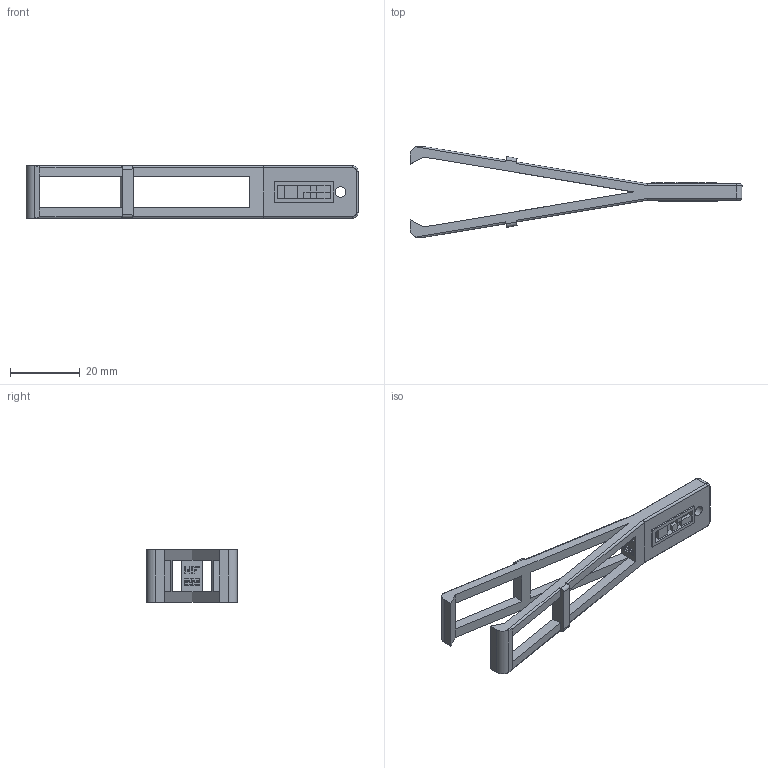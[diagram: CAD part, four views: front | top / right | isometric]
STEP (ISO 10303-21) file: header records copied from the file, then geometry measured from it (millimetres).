
FILE_DESCRIPTION(/* description */ (''),/* implementation_level */ '2;1');
FILE_NAME(/* name */ 'Pin Puller.step',/* time_stamp */ '2022-10-30T18:56:59-05:00',/* author */ (''),/* organization */ (''),/* preprocessor_version */ 'ST-DEVELOPER v19.2',/* originating_system */ 'Autodesk Translation Framework v11.17.0.187',/* authorisation */ '');
FILE_SCHEMA (('AUTOMOTIVE_DESIGN { 1 0 10303 214 3 1 1 }'));
Length unit declared in the file: millimetre
Products named in the file (1): Pin Puller
Bounding box: 95 x 26 x 15 mm (x, y, z)
Volume: 5007 mm3; surface area: 5135.6 mm2
Topology: 1 solids, 1 shells, 267 faces, 708 edges, 444 vertices
Faces by surface type: plane 240, cylinder 23, torus 4
Full cylindrical faces by diameter (mm): 3 x1
Entity records: 8121 total; most frequent: CARTESIAN_POINT 1440, ORIENTED_EDGE 1416, DIRECTION 1286, EDGE_CURVE 708, LINE 658, VECTOR 658, VERTEX_POINT 444, AXIS2_PLACEMENT_3D 314
